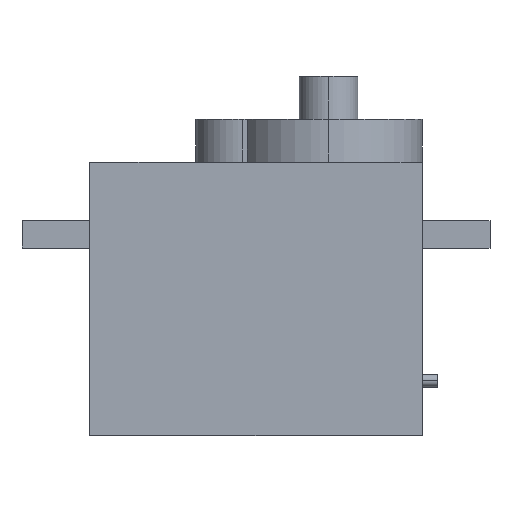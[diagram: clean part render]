
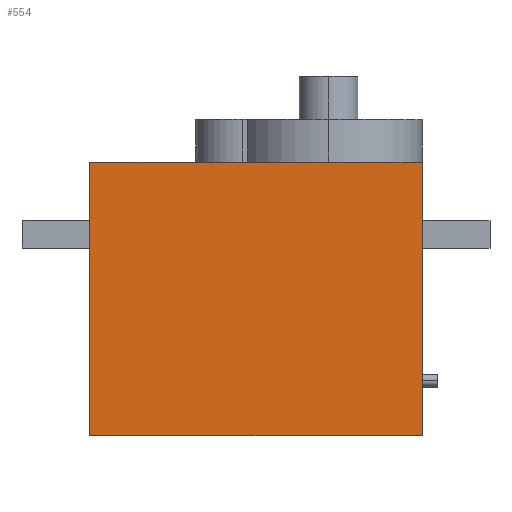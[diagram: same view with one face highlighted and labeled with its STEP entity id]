
A CAD part, top view. The second image highlights one B-rep face of the part: STEP entity #554.
In plain terms, the highlighted free-form (B-spline) face has degree [1, 1] with [2, 2] control points.
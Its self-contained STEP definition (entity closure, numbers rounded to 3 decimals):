
#130 = VERTEX_POINT('',#131);
#131 = CARTESIAN_POINT('',(5.383,20.257,6.945
    ));
#300 = EDGE_CURVE('',#130,#301,#303,.T.);
#301 = VERTEX_POINT('',#302);
#302 = CARTESIAN_POINT('',(12.328,20.257,
    6.945));
#303 = B_SPLINE_CURVE_WITH_KNOTS('',1,(#304,#305),.UNSPECIFIED.,.F.,.F.,
  (2,2),(15.3,21.3),.PIECEWISE_BEZIER_KNOTS.);
#304 = CARTESIAN_POINT('',(5.383,20.257,6.945
    ));
#305 = CARTESIAN_POINT('',(12.328,20.257,
    6.945));
#413 = VERTEX_POINT('',#414);
#414 = CARTESIAN_POINT('',(12.328,0.,6.945));
#428 = EDGE_CURVE('',#301,#413,#429,.T.);
#429 = B_SPLINE_CURVE_WITH_KNOTS('',1,(#430,#431),.UNSPECIFIED.,.F.,.F.,
  (2,2),(-0.,17.5),.PIECEWISE_BEZIER_KNOTS.);
#430 = CARTESIAN_POINT('',(12.328,20.257,
    6.945));
#431 = CARTESIAN_POINT('',(12.328,0.,6.945));
#474 = VERTEX_POINT('',#475);
#475 = CARTESIAN_POINT('',(-12.328,0.,6.945));
#480 = EDGE_CURVE('',#481,#474,#483,.T.);
#481 = VERTEX_POINT('',#482);
#482 = CARTESIAN_POINT('',(-12.328,20.257,
    6.945));
#483 = B_SPLINE_CURVE_WITH_KNOTS('',1,(#484,#485),.UNSPECIFIED.,.F.,.F.,
  (2,2),(-0.,17.5),.PIECEWISE_BEZIER_KNOTS.);
#484 = CARTESIAN_POINT('',(-12.328,20.257,
    6.945));
#485 = CARTESIAN_POINT('',(-12.328,0.,6.945));
#554 = ADVANCED_FACE('',(#555),#570,.F.);
#555 = FACE_BOUND('',#556,.T.);
#556 = EDGE_LOOP('',(#557,#562,#563,#564,#569));
#557 = ORIENTED_EDGE('',*,*,#558,.T.);
#558 = EDGE_CURVE('',#474,#413,#559,.T.);
#559 = B_SPLINE_CURVE_WITH_KNOTS('',1,(#560,#561),.UNSPECIFIED.,.F.,.F.,
  (2,2),(0.,21.3),.PIECEWISE_BEZIER_KNOTS.);
#560 = CARTESIAN_POINT('',(-12.328,0.,6.945));
#561 = CARTESIAN_POINT('',(12.328,0.,6.945));
#562 = ORIENTED_EDGE('',*,*,#428,.F.);
#563 = ORIENTED_EDGE('',*,*,#300,.F.);
#564 = ORIENTED_EDGE('',*,*,#565,.F.);
#565 = EDGE_CURVE('',#481,#130,#566,.T.);
#566 = B_SPLINE_CURVE_WITH_KNOTS('',1,(#567,#568),.UNSPECIFIED.,.F.,.F.,
  (2,2),(0.,15.3),.PIECEWISE_BEZIER_KNOTS.);
#567 = CARTESIAN_POINT('',(-12.328,20.257,
    6.945));
#568 = CARTESIAN_POINT('',(5.383,20.257,6.945
    ));
#569 = ORIENTED_EDGE('',*,*,#480,.T.);
#570 = B_SPLINE_SURFACE_WITH_KNOTS('',1,1,(
    (#571,#572)
    ,(#573,#574
    )),.UNSPECIFIED.,.F.,.F.,.F.,(2,2),(2,2),(-21.3,0.),(-17.5,0.),
  .PIECEWISE_BEZIER_KNOTS.);
#571 = CARTESIAN_POINT('',(12.328,0.,6.945));
#572 = CARTESIAN_POINT('',(12.328,20.257,
    6.945));
#573 = CARTESIAN_POINT('',(-12.328,0.,6.945));
#574 = CARTESIAN_POINT('',(-12.328,20.257,
    6.945));
